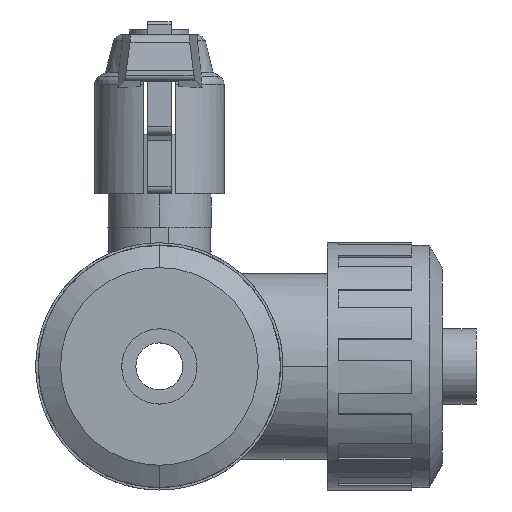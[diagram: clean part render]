
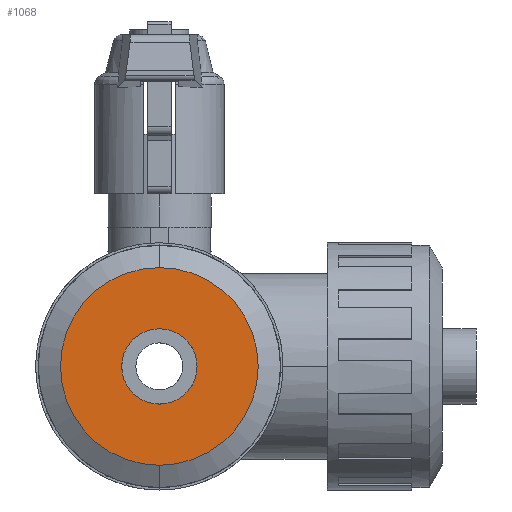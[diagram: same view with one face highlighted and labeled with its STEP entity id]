
A CAD part, left-side view. The second image highlights one B-rep face of the part: STEP entity #1068.
In plain terms, the highlighted planar face has unit normal (-1, 0, 0).
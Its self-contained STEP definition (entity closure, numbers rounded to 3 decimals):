
#1068=ADVANCED_FACE('',(#2189,#2190),#2191,.T.);
#2189=FACE_BOUND('',#3352,.T.);
#2190=FACE_OUTER_BOUND('',#3353,.T.);
#2191=PLANE('',#3354);
#3352=EDGE_LOOP('',(#6717,#6718));
#3353=EDGE_LOOP('',(#6719,#6720));
#3354=AXIS2_PLACEMENT_3D('',#6721,#6722,#6723);
#6717=ORIENTED_EDGE('',*,*,#7824,.F.);
#6718=ORIENTED_EDGE('',*,*,#7378,.F.);
#6719=ORIENTED_EDGE('',*,*,#7149,.T.);
#6720=ORIENTED_EDGE('',*,*,#8375,.T.);
#6721=CARTESIAN_POINT('',(-60.043,0.0,15.5));
#6722=DIRECTION('',(-1.0,0.0,0.0));
#6723=DIRECTION('',(0.0,-0.0,1.0));
#7149=EDGE_CURVE('',#8631,#8635,#8637,.T.);
#7378=EDGE_CURVE('',#9076,#9072,#9078,.T.);
#7824=EDGE_CURVE('',#9072,#9076,#9748,.T.);
#8375=EDGE_CURVE('',#8635,#8631,#10461,.T.);
#8631=VERTEX_POINT('',#10844);
#8635=VERTEX_POINT('',#10849);
#8637=CIRCLE('',#10852,21.0);
#9072=VERTEX_POINT('',#11397);
#9076=VERTEX_POINT('',#11402);
#9078=CIRCLE('',#11405,8.005);
#9748=CIRCLE('',#12801,8.005);
#10461=CIRCLE('',#13766,21.0);
#10844=CARTESIAN_POINT('',(-60.043,0.0,21.0));
#10849=CARTESIAN_POINT('',(-60.043,0.,-21.0));
#10852=AXIS2_PLACEMENT_3D('',#14044,#14045,#14046);
#11397=CARTESIAN_POINT('',(-60.043,0.0,8.005));
#11402=CARTESIAN_POINT('',(-60.043,0.,-8.005));
#11405=AXIS2_PLACEMENT_3D('',#14465,#14466,#14467);
#12801=AXIS2_PLACEMENT_3D('',#14944,#14945,#14946);
#13766=AXIS2_PLACEMENT_3D('',#15517,#15518,#15519);
#14044=CARTESIAN_POINT('',(-60.043,0.0,0.0));
#14045=DIRECTION('',(-1.0,0.0,0.0));
#14046=DIRECTION('',(0.0,-0.0,1.0));
#14465=CARTESIAN_POINT('',(-60.043,0.0,0.0));
#14466=DIRECTION('',(-1.0,0.0,0.0));
#14467=DIRECTION('',(0.0,-0.0,1.0));
#14944=CARTESIAN_POINT('',(-60.043,0.0,0.0));
#14945=DIRECTION('',(-1.0,0.0,0.0));
#14946=DIRECTION('',(0.0,-0.0,1.0));
#15517=CARTESIAN_POINT('',(-60.043,0.0,0.0));
#15518=DIRECTION('',(-1.0,0.0,0.0));
#15519=DIRECTION('',(0.0,-0.0,1.0));
